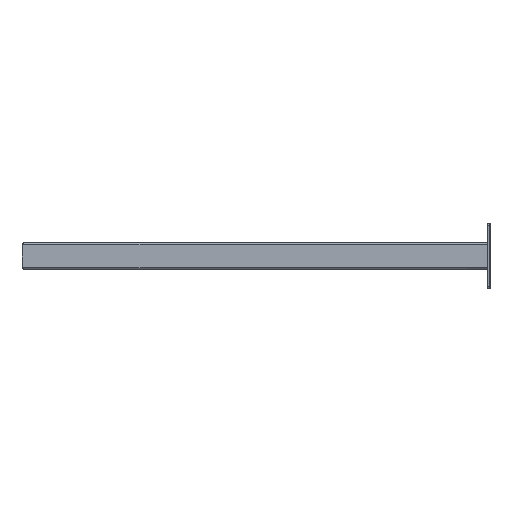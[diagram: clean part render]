
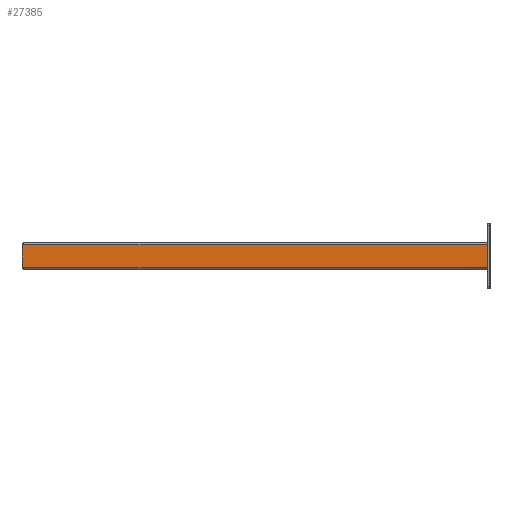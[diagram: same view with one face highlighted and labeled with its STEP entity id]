
A CAD part, left-side view. The second image highlights one B-rep face of the part: STEP entity #27385.
In plain terms, the highlighted face is planar.
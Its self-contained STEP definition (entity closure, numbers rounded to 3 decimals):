
#154 = DIRECTION ( 'NONE',  ( 1., 0., 0. ) ) ;
#2732 = LINE ( 'NONE', #20074, #16353 ) ;
#2828 = DIRECTION ( 'NONE',  ( 1., 0., 0. ) ) ;
#3397 = CARTESIAN_POINT ( 'NONE',  ( -30., -532., 0. ) ) ;
#3732 = VECTOR ( 'NONE', #24920, 1000. ) ;
#6076 = EDGE_CURVE ( 'NONE', #27839, #18543, #25408, .T. ) ;
#6692 = CARTESIAN_POINT ( 'NONE',  ( 0., 0., 0. ) ) ;
#7056 = EDGE_CURVE ( 'NONE', #18543, #24640, #2732, .T. ) ;
#10348 = DIRECTION ( 'NONE',  ( 1., 0., 0. ) ) ;
#10968 = VECTOR ( 'NONE', #154, 1000. ) ;
#11487 = VERTEX_POINT ( 'NONE', #18233 ) ;
#11552 = CARTESIAN_POINT ( 'NONE',  ( -26., 532., 0. ) ) ;
#11808 = EDGE_CURVE ( 'NONE', #11487, #24640, #19209, .T. ) ;
#13086 = CARTESIAN_POINT ( 'NONE',  ( 0., 530., 0. ) ) ;
#13251 = DIRECTION ( 'NONE',  ( 0., 1., 0. ) ) ;
#13628 = DIRECTION ( 'NONE',  ( 0., 0., 1. ) ) ;
#13834 = LINE ( 'NONE', #11552, #3732 ) ;
#14297 = ORIENTED_EDGE ( 'NONE', *, *, #15470, .T. ) ;
#15470 = EDGE_CURVE ( 'NONE', #11487, #27839, #13834, .T. ) ;
#16078 = ORIENTED_EDGE ( 'NONE', *, *, #11808, .F. ) ;
#16263 = CARTESIAN_POINT ( 'NONE',  ( -26., -532., 0. ) ) ;
#16353 = VECTOR ( 'NONE', #13251, 1000. ) ;
#18165 = CARTESIAN_POINT ( 'NONE',  ( 26., 530., 0. ) ) ;
#18233 = CARTESIAN_POINT ( 'NONE',  ( -26., 530., 0. ) ) ;
#18543 = VERTEX_POINT ( 'NONE', #19292 ) ;
#19209 = LINE ( 'NONE', #13086, #10968 ) ;
#19292 = CARTESIAN_POINT ( 'NONE',  ( 26., -532., 0. ) ) ;
#19372 = AXIS2_PLACEMENT_3D ( 'NONE', #6692, #13628, #2828 ) ;
#19590 = VECTOR ( 'NONE', #10348, 1000. ) ;
#19808 = ORIENTED_EDGE ( 'NONE', *, *, #6076, .T. ) ;
#20074 = CARTESIAN_POINT ( 'NONE',  ( 26., -532., 0. ) ) ;
#23304 = EDGE_LOOP ( 'NONE', ( #24725, #16078, #14297, #19808 ) ) ;
#24143 = PLANE ( 'NONE',  #19372 ) ;
#24640 = VERTEX_POINT ( 'NONE', #18165 ) ;
#24725 = ORIENTED_EDGE ( 'NONE', *, *, #7056, .T. ) ;
#24920 = DIRECTION ( 'NONE',  ( 0., -1., 0. ) ) ;
#25408 = LINE ( 'NONE', #3397, #19590 ) ;
#26131 = FACE_OUTER_BOUND ( 'NONE', #23304, .T. ) ;
#27385 = ADVANCED_FACE ( 'NONE', ( #26131 ), #24143, .T. ) ;
#27839 = VERTEX_POINT ( 'NONE', #16263 ) ;
